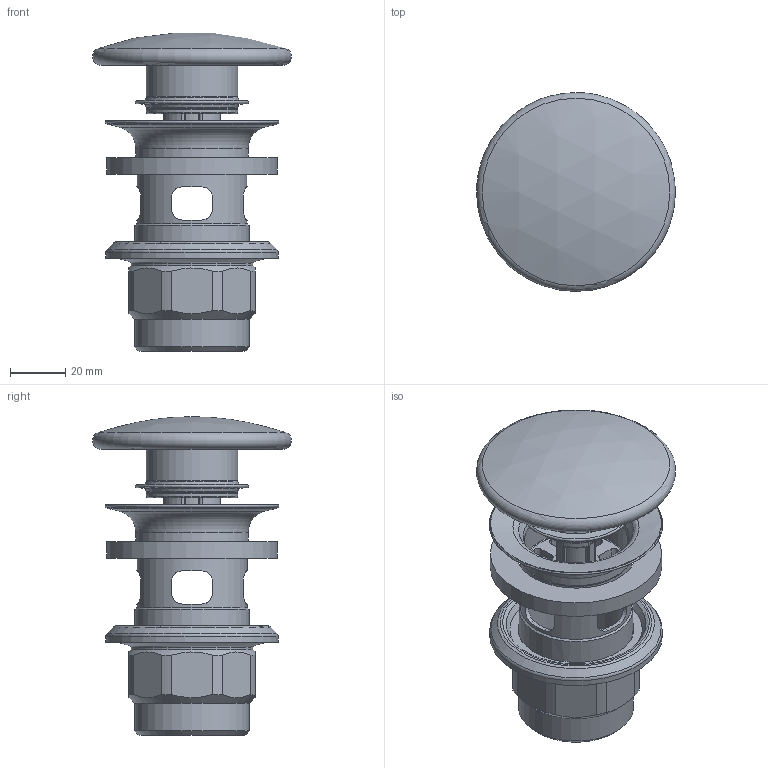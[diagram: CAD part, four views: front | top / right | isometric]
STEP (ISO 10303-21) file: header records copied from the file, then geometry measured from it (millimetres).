
FILE_DESCRIPTION(/* description */ (''),/* implementation_level */ '2;1');
FILE_NAME(/* name */ '8L0334.stp',/* time_stamp */ '2023-12-01T15:51:45+01:00',/* author */ (''),/* organization */ (''),/* preprocessor_version */ 'ST-DEVELOPER v18.1',/* originating_system */ 'SIEMENS PLM Software NX 1973',/* authorisation */ '');
FILE_SCHEMA (('AUTOMOTIVE_DESIGN { 1 0 10303 214 3 1 1 1 }'));
Length unit declared in the file: millimetre
Products named in the file (1): colo64ACBA13zsxl
Bounding box: 71.98 x 71.98 x 115.28 mm (x, y, z)
Volume: 99299.9 mm3; surface area: 51263.8 mm2
Topology: 3 solids, 4 shells, 1812 faces, 4263 edges, 2441 vertices
Faces by surface type: cylinder 651, bspline 414, plane 301, torus 218, sphere 103, revolution 64, cone 61
Full cylindrical faces by diameter (mm): 10.7 x1, 11 x1, 11.2 x1, 11.3 x1, 16.5 x1, 17 x1, 32 x2, 32.5 x2, 33 x2, 34.5 x1, 37 x2, 37.5 x1, 40 x3, 40.8 x1, 41.3 x1, 41.5 x1, 43.5 x1, 44 x1, 54 x1, 60 x1, 62 x1, 62.5 x1
Entity records: 70194 total; most frequent: CARTESIAN_POINT 34721, ORIENTED_EDGE 8152, DIRECTION 6264, EDGE_CURVE 4076, AXIS2_PLACEMENT_3D 2637, VERTEX_POINT 2395, EDGE_LOOP 1973, ADVANCED_FACE 1812
